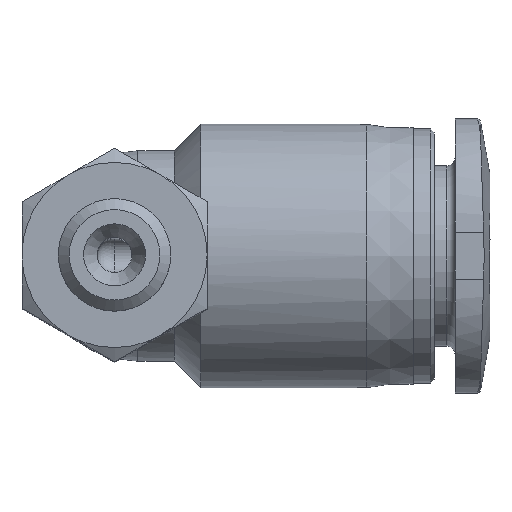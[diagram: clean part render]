
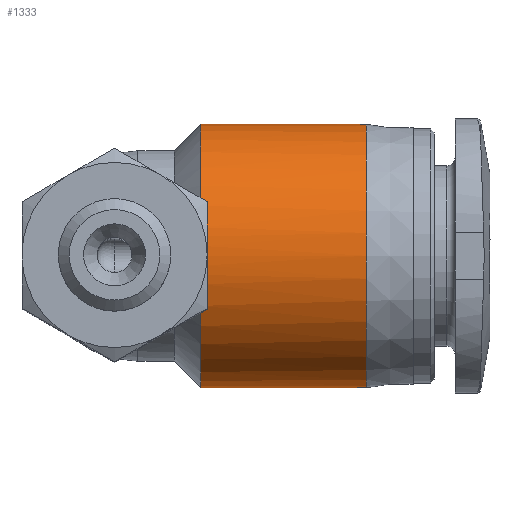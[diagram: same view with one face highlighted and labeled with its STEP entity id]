
A CAD part, top view. The second image highlights one B-rep face of the part: STEP entity #1333.
In plain terms, the highlighted cylindrical face has radius 5.65 mm (diameter 11.3 mm), a full revolution.
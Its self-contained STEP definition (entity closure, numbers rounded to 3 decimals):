
#33=CYLINDRICAL_SURFACE('',#1440,5.65);
#87=B_SPLINE_CURVE_WITH_KNOTS('',3,(#1917,#1918,#1919,#1920),
 .UNSPECIFIED.,.F.,.F.,(4,4),(0.,0.002),.UNSPECIFIED.);
#130=CIRCLE('',#1385,5.65);
#155=CIRCLE('',#1441,5.65);
#341=ORIENTED_EDGE('',*,*,#521,.F.);
#342=ORIENTED_EDGE('',*,*,#455,.T.);
#343=ORIENTED_EDGE('',*,*,#469,.T.);
#455=EDGE_CURVE('',#575,#574,#130,.T.);
#469=EDGE_CURVE('',#574,#575,#87,.T.);
#521=EDGE_CURVE('',#615,#615,#155,.T.);
#574=VERTEX_POINT('',#1871);
#575=VERTEX_POINT('',#1873);
#615=VERTEX_POINT('',#2103);
#718=EDGE_LOOP('',(#341));
#719=EDGE_LOOP('',(#342,#343));
#804=FACE_BOUND('',#718,.T.);
#805=FACE_BOUND('',#719,.T.);
#1333=ADVANCED_FACE('',(#804,#805),#33,.T.);
#1385=AXIS2_PLACEMENT_3D('',#1872,#1532,#1533);
#1440=AXIS2_PLACEMENT_3D('',#2101,#1652,#1653);
#1441=AXIS2_PLACEMENT_3D('',#2102,#1654,#1655);
#1532=DIRECTION('',(1.,0.,0.));
#1533=DIRECTION('',(0.,0.,-1.));
#1652=DIRECTION('',(1.,0.,0.));
#1653=DIRECTION('',(0.,0.,-1.));
#1654=DIRECTION('',(1.,0.,0.));
#1655=DIRECTION('',(0.,0.,-1.));
#1871=CARTESIAN_POINT('',(3.7,1.222,5.516));
#1872=CARTESIAN_POINT('',(3.7,0.,0.));
#1873=CARTESIAN_POINT('',(3.7,-1.222,5.516));
#1917=CARTESIAN_POINT('',(3.7,1.222,5.516));
#1918=CARTESIAN_POINT('',(3.958,0.44,5.69));
#1919=CARTESIAN_POINT('',(3.958,-0.44,5.69));
#1920=CARTESIAN_POINT('',(3.7,-1.222,5.516));
#2101=CARTESIAN_POINT('',(16.1,0.,0.));
#2102=CARTESIAN_POINT('',(10.8,0.,0.));
#2103=CARTESIAN_POINT('',(10.8,0.,-5.65));
